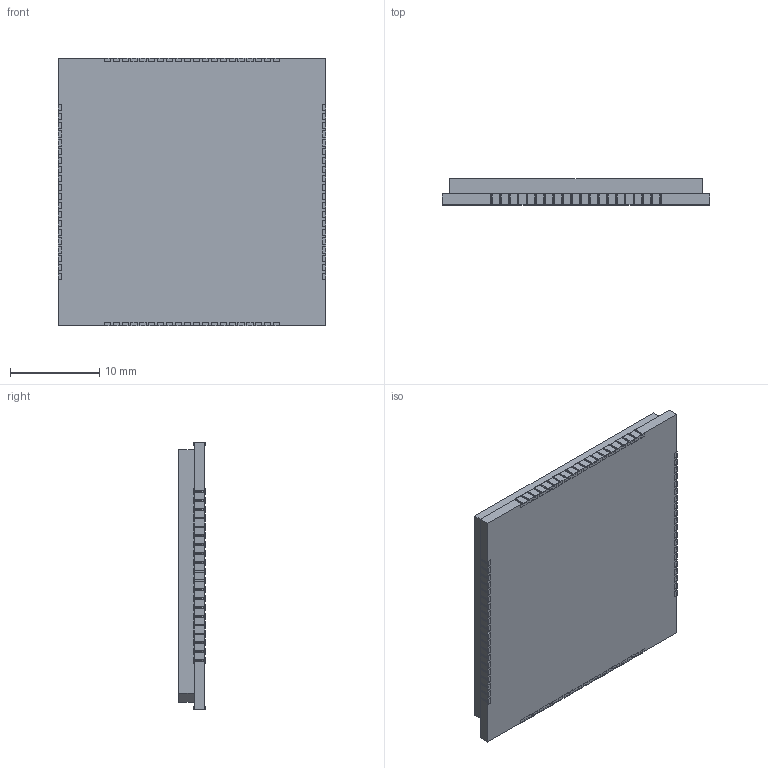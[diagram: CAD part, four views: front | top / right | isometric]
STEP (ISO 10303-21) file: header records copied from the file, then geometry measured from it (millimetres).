
FILE_DESCRIPTION (( 'STEP AP214' ), '1' );
FILE_NAME ('User Library-SIM5320E.STEP', '2019-02-01T06:22:33', ( '' ), ( '' ), 'SwSTEP 2.0', 'SolidWorks 2019', '' );
FILE_SCHEMA (( 'AUTOMOTIVE_DESIGN' ));
Length unit declared in the file: millimetre
Products named in the file (1): User Library-SIM5320E
Bounding box: 30 x 2.94 x 30 mm (x, y, z)
Volume: 2445.4 mm3; surface area: 3908.7 mm2
Topology: 83 solids, 83 shells, 1358 faces, 3576 edges, 2384 vertices
Faces by surface type: plane 1058, cylinder 300
Entity records: 42372 total; most frequent: CARTESIAN_POINT 7319, ORIENTED_EDGE 7152, DIRECTION 6894, EDGE_CURVE 3576, VECTOR 2976, LINE 2976, VERTEX_POINT 2384, AXIS2_PLACEMENT_3D 1959
